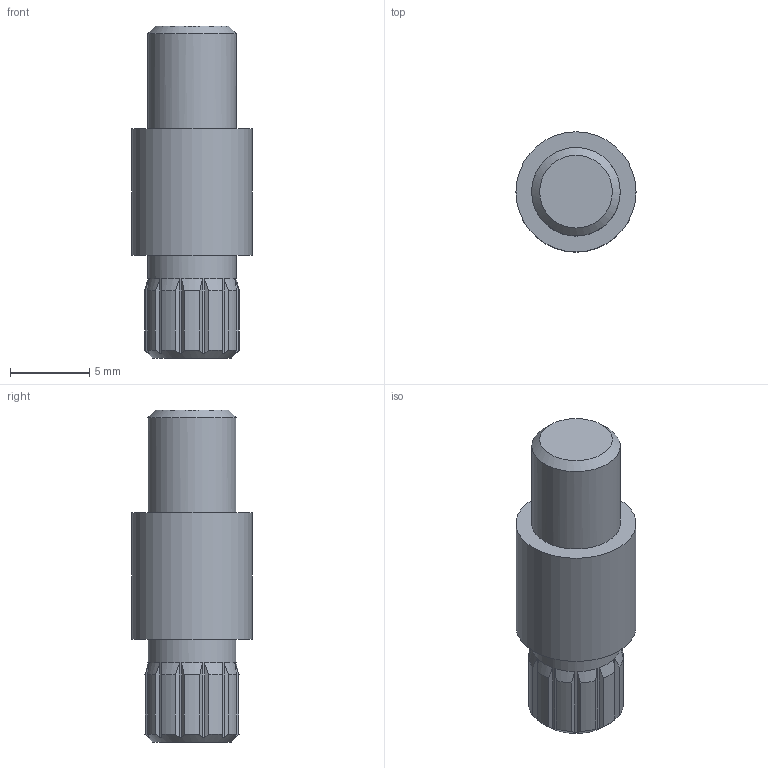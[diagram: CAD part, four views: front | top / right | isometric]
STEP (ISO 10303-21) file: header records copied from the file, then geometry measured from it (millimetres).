
FILE_DESCRIPTION (( 'STEP AP203' ), '1' );
FILE_NAME ('32-STIFT.step', '2024-04-19T08:34:25', ( '' ), ( '' ), 'SwSTEP 2.0', 'SolidWorks 2018', '' );
FILE_SCHEMA (( 'CONFIG_CONTROL_DESIGN' ));
Length unit declared in the file: millimetre
Products named in the file (3): 32-STIFT Teil2_32-STIFT Teil2; 32-STIFT Teil1_32-STIFT Teil1; 32-STIFT
Assembly tree (2 placements, depth 2):
  32-STIFT
    32-STIFT Teil1_32-STIFT Teil1
    32-STIFT Teil2_32-STIFT Teil2
Bounding box: 7.6 x 7.6 x 21 mm (x, y, z)
Volume: 692 mm3; surface area: 800.7 mm2
Topology: 2 solids, 2 shells, 258 faces, 704 edges, 469 vertices
Faces by surface type: plane 146, bspline 83, cylinder 15, cone 14
Full cylindrical faces by diameter (mm): 5.6 x2, 7.6 x1
Entity records: 12355 total; most frequent: CARTESIAN_POINT 6158, ORIENTED_EDGE 1394, DIRECTION 898, EDGE_CURVE 697, VERTEX_POINT 467, LINE 428, VECTOR 428, EDGE_LOOP 284
